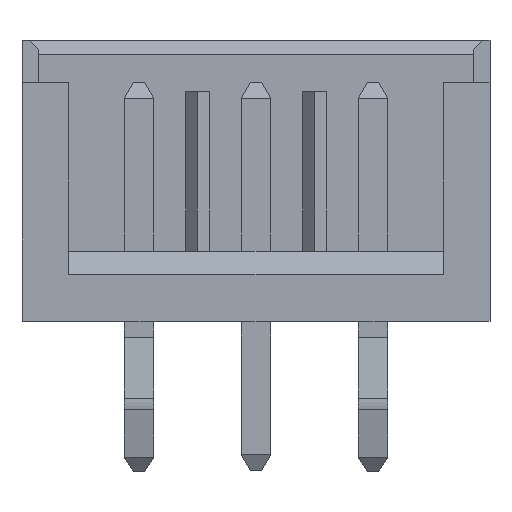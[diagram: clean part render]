
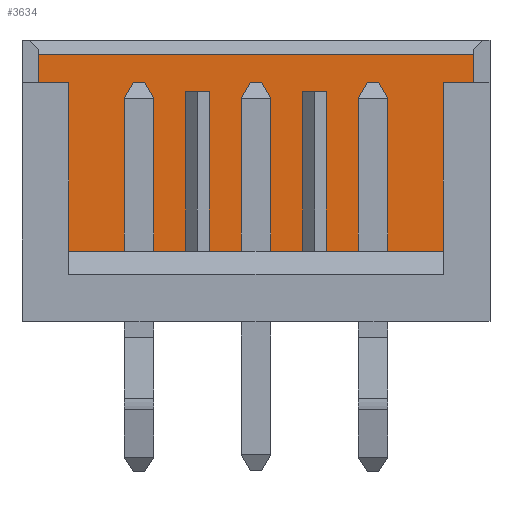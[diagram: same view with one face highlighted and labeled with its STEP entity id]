
A CAD part, front view. The second image highlights one B-rep face of the part: STEP entity #3634.
In plain terms, the highlighted planar face has unit normal (0, -1, 0).
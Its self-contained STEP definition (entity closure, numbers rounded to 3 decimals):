
#436=ORIENTED_EDGE('',*,*,#931,.F.);
#437=ORIENTED_EDGE('',*,*,#935,.T.);
#438=ORIENTED_EDGE('',*,*,#933,.T.);
#439=ORIENTED_EDGE('',*,*,#1014,.T.);
#440=ORIENTED_EDGE('',*,*,#1015,.T.);
#441=ORIENTED_EDGE('',*,*,#973,.T.);
#442=ORIENTED_EDGE('',*,*,#1013,.F.);
#443=ORIENTED_EDGE('',*,*,#1016,.T.);
#444=ORIENTED_EDGE('',*,*,#886,.F.);
#445=ORIENTED_EDGE('',*,*,#890,.T.);
#446=ORIENTED_EDGE('',*,*,#888,.T.);
#447=ORIENTED_EDGE('',*,*,#1017,.T.);
#886=EDGE_CURVE('',#1223,#1221,#1485,.T.);
#888=EDGE_CURVE('',#1225,#1224,#1487,.T.);
#890=EDGE_CURVE('',#1223,#1225,#1489,.T.);
#931=EDGE_CURVE('',#1257,#1255,#1530,.T.);
#933=EDGE_CURVE('',#1259,#1258,#1532,.T.);
#935=EDGE_CURVE('',#1257,#1259,#1534,.T.);
#973=EDGE_CURVE('',#1287,#1286,#1572,.T.);
#1013=EDGE_CURVE('',#1312,#1286,#1612,.T.);
#1014=EDGE_CURVE('',#1258,#1313,#1613,.T.);
#1015=EDGE_CURVE('',#1313,#1287,#1614,.T.);
#1016=EDGE_CURVE('',#1312,#1221,#1615,.T.);
#1017=EDGE_CURVE('',#1224,#1255,#1616,.T.);
#1221=VERTEX_POINT('',#4751);
#1223=VERTEX_POINT('',#4755);
#1224=VERTEX_POINT('',#4759);
#1225=VERTEX_POINT('',#4761);
#1255=VERTEX_POINT('',#4844);
#1257=VERTEX_POINT('',#4848);
#1258=VERTEX_POINT('',#4852);
#1259=VERTEX_POINT('',#4854);
#1286=VERTEX_POINT('',#4935);
#1287=VERTEX_POINT('',#4937);
#1312=VERTEX_POINT('',#5009);
#1313=VERTEX_POINT('',#5013);
#1485=LINE('',#4756,#1838);
#1487=LINE('',#4760,#1840);
#1489=LINE('',#4764,#1842);
#1530=LINE('',#4849,#1883);
#1532=LINE('',#4853,#1885);
#1534=LINE('',#4857,#1887);
#1572=LINE('',#4936,#1925);
#1612=LINE('',#5010,#1965);
#1613=LINE('',#5012,#1966);
#1614=LINE('',#5014,#1967);
#1615=LINE('',#5015,#1968);
#1616=LINE('',#5016,#1969);
#1838=VECTOR('',#4058,1000.);
#1840=VECTOR('',#4062,1000.);
#1842=VECTOR('',#4066,1000.);
#1883=VECTOR('',#4131,1000.);
#1885=VECTOR('',#4135,1000.);
#1887=VECTOR('',#4139,1000.);
#1925=VECTOR('',#4205,1000.);
#1965=VECTOR('',#4261,1000.);
#1966=VECTOR('',#4264,1000.);
#1967=VECTOR('',#4265,1000.);
#1968=VECTOR('',#4266,1000.);
#1969=VECTOR('',#4267,1000.);
#2180=EDGE_LOOP('',(#436,#437,#438,#439,#440,#441,#442,#443,#444,#445,#446,
#447));
#2331=FACE_BOUND('',#2180,.T.);
#2476=PLANE('',#3797);
#3634=ADVANCED_FACE('',(#2331),#2476,.T.);
#3797=AXIS2_PLACEMENT_3D('',#5011,#4262,#4263);
#4058=DIRECTION('',(0.,0.,-1.));
#4062=DIRECTION('',(0.,0.,-1.));
#4066=DIRECTION('',(1.,0.,0.));
#4131=DIRECTION('',(0.,0.,-1.));
#4135=DIRECTION('',(0.,0.,-1.));
#4139=DIRECTION('',(1.,0.,0.));
#4205=DIRECTION('',(-1.,0.,0.));
#4261=DIRECTION('',(0.,0.,1.));
#4262=DIRECTION('',(0.,-1.,0.));
#4263=DIRECTION('',(0.,0.,-1.));
#4264=DIRECTION('',(1.,0.,0.));
#4265=DIRECTION('',(0.,0.,1.));
#4266=DIRECTION('',(1.,0.,0.));
#4267=DIRECTION('',(1.,0.,0.));
#4751=CARTESIAN_POINT('',(-1.5,1.5,-1.5));
#4755=CARTESIAN_POINT('',(-1.5,1.5,1.9));
#4756=CARTESIAN_POINT('',(-1.5,1.5,1.9));
#4759=CARTESIAN_POINT('',(-1.,1.5,-1.5));
#4760=CARTESIAN_POINT('',(-1.,1.5,1.9));
#4761=CARTESIAN_POINT('',(-1.,1.5,1.9));
#4764=CARTESIAN_POINT('',(-1.5,1.5,1.9));
#4844=CARTESIAN_POINT('',(1.,1.5,-1.5));
#4848=CARTESIAN_POINT('',(1.,1.5,1.9));
#4849=CARTESIAN_POINT('',(1.,1.5,1.9));
#4852=CARTESIAN_POINT('',(1.5,1.5,-1.5));
#4853=CARTESIAN_POINT('',(1.5,1.5,1.9));
#4854=CARTESIAN_POINT('',(1.5,1.5,1.9));
#4857=CARTESIAN_POINT('',(1.,1.5,1.9));
#4935=CARTESIAN_POINT('',(-4.65,1.5,2.7));
#4936=CARTESIAN_POINT('',(-4.65,1.5,2.7));
#4937=CARTESIAN_POINT('',(4.65,1.5,2.7));
#5009=CARTESIAN_POINT('',(-4.65,1.5,-1.5));
#5010=CARTESIAN_POINT('',(-4.65,1.5,-1.5));
#5011=CARTESIAN_POINT('',(-4.65,1.5,-1.5));
#5012=CARTESIAN_POINT('',(-4.65,1.5,-1.5));
#5013=CARTESIAN_POINT('',(4.65,1.5,-1.5));
#5014=CARTESIAN_POINT('',(4.65,1.5,-1.5));
#5015=CARTESIAN_POINT('',(-4.65,1.5,-1.5));
#5016=CARTESIAN_POINT('',(-4.65,1.5,-1.5));
